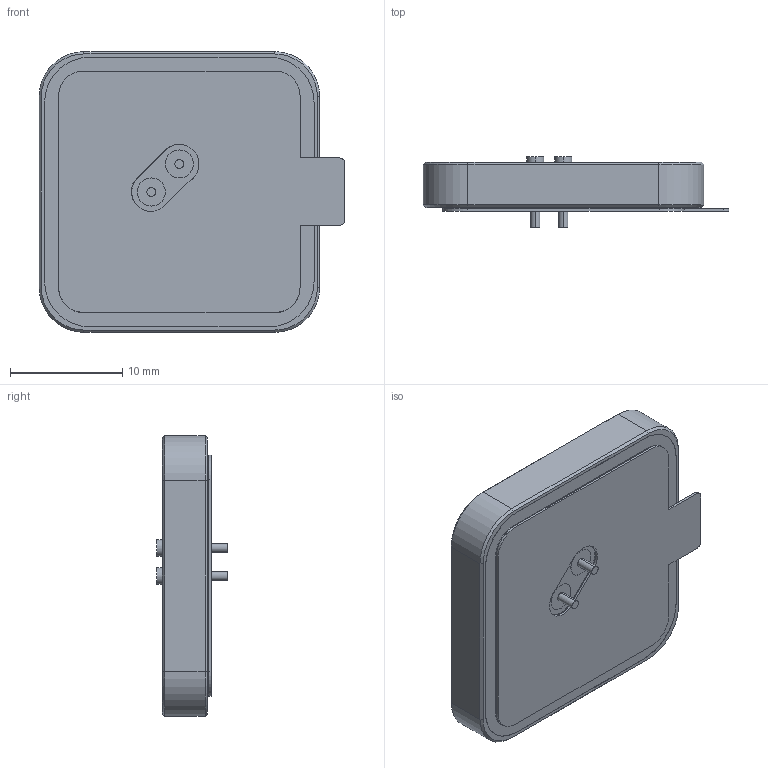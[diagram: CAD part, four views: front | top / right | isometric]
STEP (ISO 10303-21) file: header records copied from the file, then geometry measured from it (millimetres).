
FILE_DESCRIPTION (( 'STEP AP214' ), '1' );
FILE_NAME ('GPDF254.STEP', '2020-10-06T05:33:00', ( '' ), ( '' ), 'SwSTEP 2.0', 'SolidWorks 2018', '' );
FILE_SCHEMA (( 'AUTOMOTIVE_DESIGN' ));
Length unit declared in the file: millimetre
Products named in the file (6): Liner.STEP.STEP; GPDF254; GPDF254.A_Patch.STEP.STEP; GPDF254.STEP.STEP; Pin.STEP.STEP; GPDF254.STEP
Assembly tree (6 placements, depth 4):
  GPDF254
    GPDF254.STEP
      GPDF254.STEP.STEP
        GPDF254.A_Patch.STEP.STEP
        Pin.STEP.STEP  x2
        Liner.STEP.STEP
Bounding box: 27.25 x 6.3 x 25 mm (x, y, z)
Volume: 2608.9 mm3; surface area: 2590.2 mm2
Topology: 4 solids, 4 shells, 258 faces, 730 edges, 516 vertices
Faces by surface type: plane 134, bspline 67, cylinder 49, cone 8
Entity records: 10258 total; most frequent: CARTESIAN_POINT 3131, ORIENTED_EDGE 1436, DIRECTION 1032, EDGE_CURVE 718, VERTEX_POINT 508, LINE 446, VECTOR 446, AXIS2_PLACEMENT_3D 293
